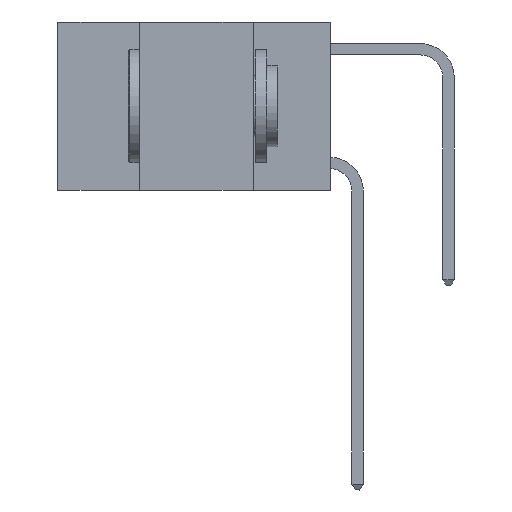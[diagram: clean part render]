
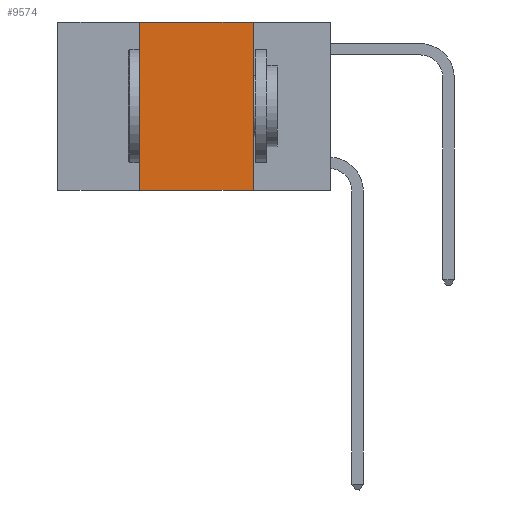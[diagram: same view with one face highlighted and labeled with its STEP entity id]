
A CAD part, left-side view. The second image highlights one B-rep face of the part: STEP entity #9574.
In plain terms, the highlighted planar face has unit normal (-1, 0, 0).
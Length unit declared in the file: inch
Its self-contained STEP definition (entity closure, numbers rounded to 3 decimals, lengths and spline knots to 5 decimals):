
#143 = VECTOR ( 'NONE', #661, 39.37008 ) ;
#194 = DIRECTION ( 'NONE',  ( 0., 0., -1. ) ) ;
#502 = EDGE_CURVE ( 'NONE', #14401, #1112, #11694, .T. ) ;
#516 = LINE ( 'NONE', #13221, #143 ) ;
#661 = DIRECTION ( 'NONE',  ( 0., -1., 0. ) ) ;
#1112 = VERTEX_POINT ( 'NONE', #10020 ) ;
#1775 = LINE ( 'NONE', #6686, #9944 ) ;
#2368 = CARTESIAN_POINT ( 'NONE',  ( 0., 0.17, 0. ) ) ;
#2497 = LINE ( 'NONE', #2368, #5240 ) ;
#3168 = CARTESIAN_POINT ( 'NONE',  ( 0., 0.42, 0. ) ) ;
#3440 = DIRECTION ( 'NONE',  ( 0., -1., 0. ) ) ;
#3740 = ORIENTED_EDGE ( 'NONE', *, *, #502, .F. ) ;
#4182 = VERTEX_POINT ( 'NONE', #6187 ) ;
#4685 = DIRECTION ( 'NONE',  ( 0., 0., -1. ) ) ;
#4848 = ORIENTED_EDGE ( 'NONE', *, *, #4868, .T. ) ;
#4868 = EDGE_CURVE ( 'NONE', #14401, #10709, #1775, .T. ) ;
#5057 = ORIENTED_EDGE ( 'NONE', *, *, #8733, .F. ) ;
#5240 = VECTOR ( 'NONE', #4685, 39.37008 ) ;
#5748 = EDGE_LOOP ( 'NONE', ( #5057, #10611, #3740, #4848 ) ) ;
#5996 = CARTESIAN_POINT ( 'NONE',  ( 0., 0.6, 0. ) ) ;
#6019 = CARTESIAN_POINT ( 'NONE',  ( 0., 0.17, -0.37 ) ) ;
#6187 = CARTESIAN_POINT ( 'NONE',  ( 0., 0.17, 0. ) ) ;
#6686 = CARTESIAN_POINT ( 'NONE',  ( 0., 0.6, -0.37 ) ) ;
#7187 = DIRECTION ( 'NONE',  ( 1., 0., 0. ) ) ;
#7897 = DIRECTION ( 'NONE',  ( 0., 0., 1. ) ) ;
#8733 = EDGE_CURVE ( 'NONE', #4182, #10709, #2497, .T. ) ;
#9108 = EDGE_CURVE ( 'NONE', #1112, #4182, #516, .T. ) ;
#9195 = AXIS2_PLACEMENT_3D ( 'NONE', #5996, #7187, #194 ) ;
#9546 = FACE_OUTER_BOUND ( 'NONE', #5748, .T. ) ;
#9574 = ADVANCED_FACE ( 'NONE', ( #9546 ), #13910, .F. ) ;
#9944 = VECTOR ( 'NONE', #3440, 39.37008 ) ;
#10020 = CARTESIAN_POINT ( 'NONE',  ( 0., 0.42, 0. ) ) ;
#10611 = ORIENTED_EDGE ( 'NONE', *, *, #9108, .F. ) ;
#10709 = VERTEX_POINT ( 'NONE', #6019 ) ;
#11694 = LINE ( 'NONE', #3168, #14908 ) ;
#11985 = CARTESIAN_POINT ( 'NONE',  ( 0., 0.42, -0.37 ) ) ;
#13221 = CARTESIAN_POINT ( 'NONE',  ( 0., 0.6, 0. ) ) ;
#13910 = PLANE ( 'NONE',  #9195 ) ;
#14401 = VERTEX_POINT ( 'NONE', #11985 ) ;
#14908 = VECTOR ( 'NONE', #7897, 39.37008 ) ;
